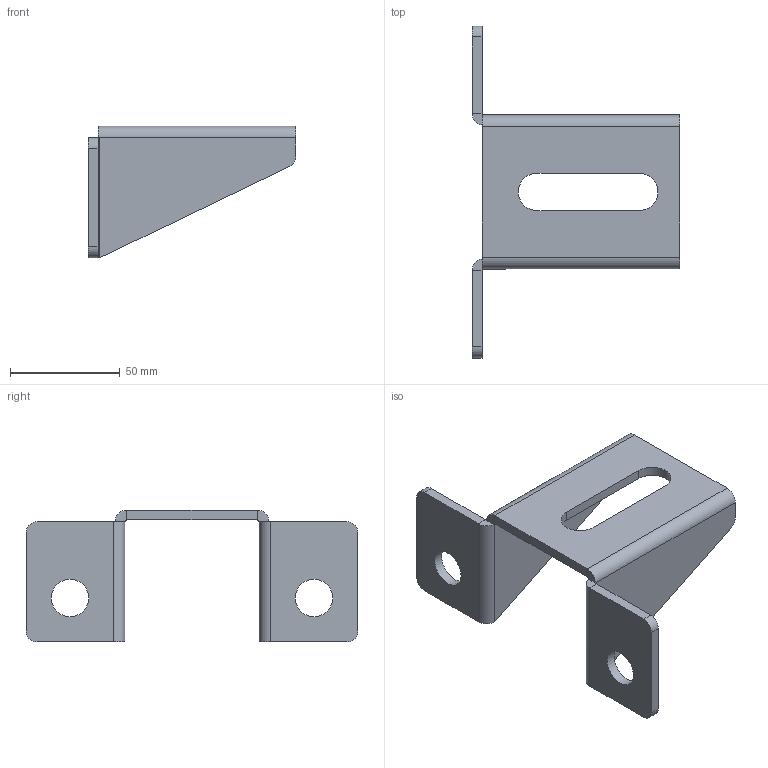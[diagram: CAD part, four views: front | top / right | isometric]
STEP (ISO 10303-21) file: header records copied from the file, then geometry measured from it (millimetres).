
FILE_DESCRIPTION(('STEP AP203'), '1');
FILE_NAME('261.RC74 Êðîíøòåéí RC74', '', ('UNSPECIFIED'), ('UNSPECIFIED'), 'ASCON STEP Converter 1.3', 'ASCON Math Kernel', '');
FILE_SCHEMA(('CONFIG_CONTROL_DESIGN'));
Length unit declared in the file: millimetre
Products named in the file (1): 261.RC74
Bounding box: 94.5 x 151 x 60 mm (x, y, z)
Volume: 69739.1 mm3; surface area: 35061.4 mm2
Topology: 1 solids, 1 shells, 173 faces, 460 edges, 296 vertices
Faces by surface type: plane 98, cylinder 75
Full cylindrical faces by diameter (mm): 17 x2
Entity records: 6798 total; most frequent: DIRECTION 956, CARTESIAN_POINT 928, ORIENTED_EDGE 916, EDGE_CURVE 458, AXIS2_PLACEMENT_3D 324, LINE 308, VECTOR 308, VERTEX_POINT 296
